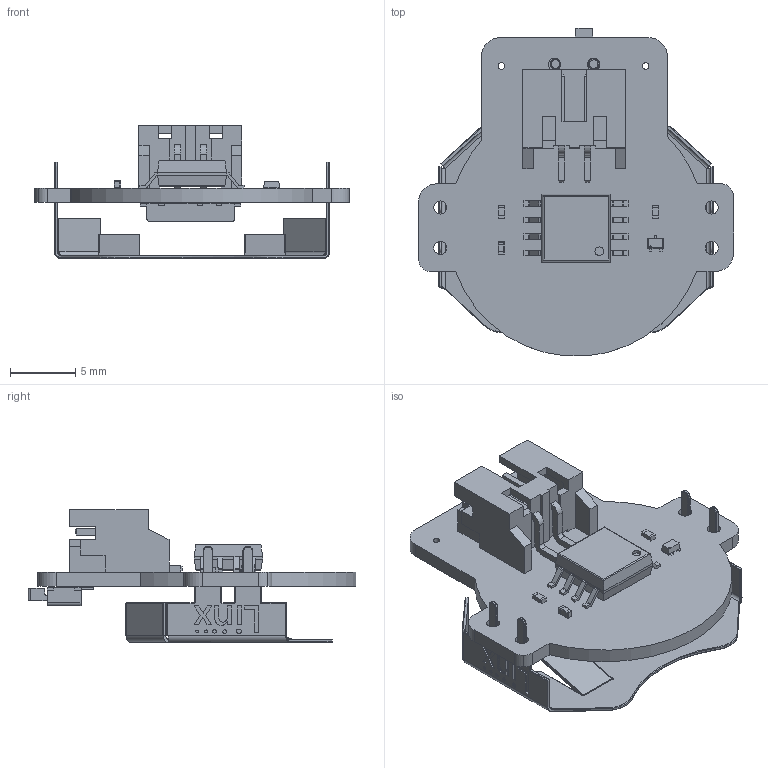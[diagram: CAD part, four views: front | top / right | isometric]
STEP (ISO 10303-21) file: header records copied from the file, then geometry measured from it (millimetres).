
FILE_DESCRIPTION(('Open CASCADE Model'),'2;1');
FILE_NAME('Open CASCADE Shape Model','2024-04-06T10:38:01',('Author'),( 'Open CASCADE'),'Open CASCADE STEP processor 6.8','Open CASCADE 6.8' ,'Unknown');
FILE_SCHEMA(('AUTOMOTIVE_DESIGN { 1 0 10303 214 1 1 1 1 }'));
Length unit declared in the file: millimetre
Products named in the file (30): PCB; Board; Open CASCADE STEP translator 6.8 2.1.1; Q1; 6120400864; Body; PinsArrayL; PinsArrayR; J?; 6120397824; temp_import.SLDPRT; U?; 6120406464; S?; 6120405504; R2; 6120406704; term1; term2; body; R1; C1; 6120408384; Fillet1; Fillet2; body2; IC1; 6120400304; PinsArrayLR
Assembly tree (30 placements, depth 4):
  PCB
    Board
      Open CASCADE STEP translator 6.8 2.1.1
    Q1
      6120400864
        Body
        PinsArrayL
        PinsArrayR
    J?
      6120397824
        temp_import.SLDPRT
    U?
      6120406464
    S?
      6120405504
    R2
      6120406704
        term1
        term2
        body
    R1
      6120406704
        term1
        term2
        body
    C1
      6120408384
        Fillet1
        Fillet2
        body2
    IC1
      6120400304
        Body
        PinsArrayLR
Bounding box: 24.14 x 25.13 x 10.18 mm (x, y, z)
Volume: 719.6 mm3; surface area: 2313.4 mm2
Topology: 30 solids, 30 shells, 1115 faces, 2720 edges, 1664 vertices
Faces by surface type: plane 510, cylinder 421, torus 79, sphere 78, bspline 25, cone 2
Full cylindrical faces by diameter (mm): 0.1 x1, 0.508 x2, 0.661 x1, 0.856 x1, 0.867 x1, 0.95 x2, 1 x4
Entity records: 33437 total; most frequent: CARTESIAN_POINT 6032, DIRECTION 5743, ORIENTED_EDGE 5340, EDGE_CURVE 2670, AXIS2_PLACEMENT_3D 2052, VERTEX_POINT 1640, LINE 1639, VECTOR 1639
